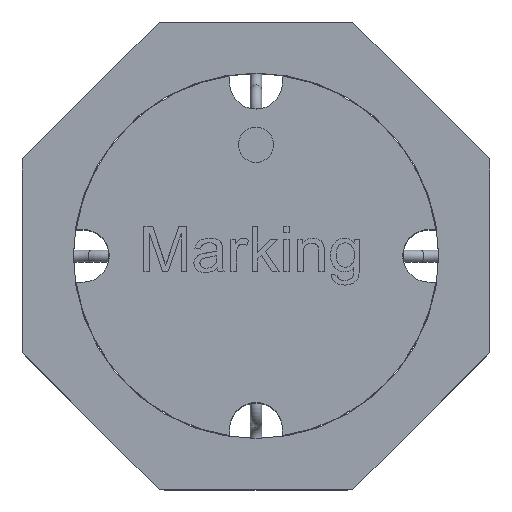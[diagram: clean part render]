
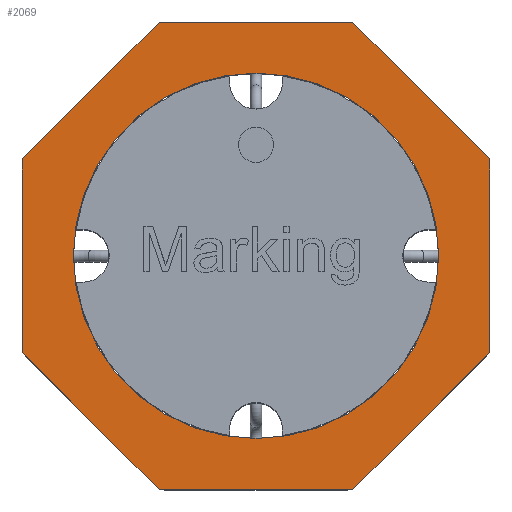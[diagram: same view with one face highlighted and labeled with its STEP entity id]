
A CAD part, top view. The second image highlights one B-rep face of the part: STEP entity #2069.
In plain terms, the highlighted planar face has unit normal (0, 0, 1).
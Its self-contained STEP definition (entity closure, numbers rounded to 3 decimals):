
#2069 = ADVANCED_FACE( '', ( #3676, #3677 ), #3678, .T. );
#3676 = FACE_OUTER_BOUND( '', #4345, .T. );
#3677 = FACE_BOUND( '', #4346, .T. );
#3678 = PLANE( '', #4347 );
#4345 = EDGE_LOOP( '', ( #5262, #5263, #5264, #5265, #5266, #5267, #5268, #5269 ) );
#4346 = EDGE_LOOP( '', ( #5270 ) );
#4347 = AXIS2_PLACEMENT_3D( '', #5271, #5272, #5273 );
#5262 = ORIENTED_EDGE( '', *, *, #7451, .T. );
#5263 = ORIENTED_EDGE( '', *, *, #7453, .T. );
#5264 = ORIENTED_EDGE( '', *, *, #7454, .T. );
#5265 = ORIENTED_EDGE( '', *, *, #7455, .T. );
#5266 = ORIENTED_EDGE( '', *, *, #7456, .T. );
#5267 = ORIENTED_EDGE( '', *, *, #7457, .T. );
#5268 = ORIENTED_EDGE( '', *, *, #7458, .T. );
#5269 = ORIENTED_EDGE( '', *, *, #7459, .T. );
#5270 = ORIENTED_EDGE( '', *, *, #7460, .T. );
#5271 = CARTESIAN_POINT( '', ( -5.657, 0., 3.2 ) );
#5272 = DIRECTION( '', ( 0., 0., 1. ) );
#5273 = DIRECTION( '', ( 1., 0., 0. ) );
#7451 = EDGE_CURVE( '', #7983, #7981, #7984, .T. );
#7453 = EDGE_CURVE( '', #7981, #7986, #7987, .T. );
#7454 = EDGE_CURVE( '', #7986, #7988, #7989, .T. );
#7455 = EDGE_CURVE( '', #7988, #7990, #7991, .T. );
#7456 = EDGE_CURVE( '', #7990, #7992, #7993, .T. );
#7457 = EDGE_CURVE( '', #7992, #7994, #7995, .T. );
#7458 = EDGE_CURVE( '', #7994, #7996, #7997, .T. );
#7459 = EDGE_CURVE( '', #7996, #7983, #7998, .T. );
#7460 = EDGE_CURVE( '', #7999, #7999, #8000, .T. );
#7981 = VERTEX_POINT( '', #8250 );
#7983 = VERTEX_POINT( '', #8253 );
#7984 = LINE( '', #8254, #8255 );
#7986 = VERTEX_POINT( '', #8258 );
#7987 = LINE( '', #8259, #8260 );
#7988 = VERTEX_POINT( '', #8261 );
#7989 = LINE( '', #8262, #8263 );
#7990 = VERTEX_POINT( '', #8264 );
#7991 = LINE( '', #8265, #8266 );
#7992 = VERTEX_POINT( '', #8267 );
#7993 = LINE( '', #8268, #8269 );
#7994 = VERTEX_POINT( '', #8270 );
#7995 = LINE( '', #8271, #8272 );
#7996 = VERTEX_POINT( '', #8273 );
#7997 = LINE( '', #8274, #8275 );
#7998 = LINE( '', #8276, #8277 );
#7999 = VERTEX_POINT( '', #8278 );
#8000 = CIRCLE( '', #8279, 3.125 );
#8250 = CARTESIAN_POINT( '', ( -4., 1.657, 3.2 ) );
#8253 = CARTESIAN_POINT( '', ( -1.657, 4., 3.2 ) );
#8254 = CARTESIAN_POINT( '', ( -4., 1.657, 3.2 ) );
#8255 = VECTOR( '', #8608, 1000. );
#8258 = CARTESIAN_POINT( '', ( -4., -1.657, 3.2 ) );
#8259 = CARTESIAN_POINT( '', ( -4., 1.657, 3.2 ) );
#8260 = VECTOR( '', #8610, 1000. );
#8261 = CARTESIAN_POINT( '', ( -1.657, -4., 3.2 ) );
#8262 = CARTESIAN_POINT( '', ( -4., -1.657, 3.2 ) );
#8263 = VECTOR( '', #8611, 1000. );
#8264 = CARTESIAN_POINT( '', ( 1.657, -4., 3.2 ) );
#8265 = CARTESIAN_POINT( '', ( 1.657, -4., 3.2 ) );
#8266 = VECTOR( '', #8612, 1000. );
#8267 = CARTESIAN_POINT( '', ( 4., -1.657, 3.2 ) );
#8268 = CARTESIAN_POINT( '', ( 4., -1.657, 3.2 ) );
#8269 = VECTOR( '', #8613, 1000. );
#8270 = CARTESIAN_POINT( '', ( 4., 1.657, 3.2 ) );
#8271 = CARTESIAN_POINT( '', ( 4., 1.657, 3.2 ) );
#8272 = VECTOR( '', #8614, 1000. );
#8273 = CARTESIAN_POINT( '', ( 1.657, 4., 3.2 ) );
#8274 = CARTESIAN_POINT( '', ( 1.657, 4., 3.2 ) );
#8275 = VECTOR( '', #8615, 1000. );
#8276 = CARTESIAN_POINT( '', ( -1.657, 4., 3.2 ) );
#8277 = VECTOR( '', #8616, 1000. );
#8278 = CARTESIAN_POINT( '', ( 3.125, 0., 3.2 ) );
#8279 = AXIS2_PLACEMENT_3D( '', #8617, #8618, #8619 );
#8608 = DIRECTION( '', ( -0.707, -0.707, 0. ) );
#8610 = DIRECTION( '', ( 0., -1., 0. ) );
#8611 = DIRECTION( '', ( 0.707, -0.707, 0. ) );
#8612 = DIRECTION( '', ( 1., 0., 0. ) );
#8613 = DIRECTION( '', ( 0.707, 0.707, 0. ) );
#8614 = DIRECTION( '', ( 0., 1., 0. ) );
#8615 = DIRECTION( '', ( -0.707, 0.707, 0. ) );
#8616 = DIRECTION( '', ( -1., 0., 0. ) );
#8617 = CARTESIAN_POINT( '', ( 0., 0., 3.2 ) );
#8618 = DIRECTION( '', ( 0., 0., -1. ) );
#8619 = DIRECTION( '', ( 1., 0., 0. ) );
